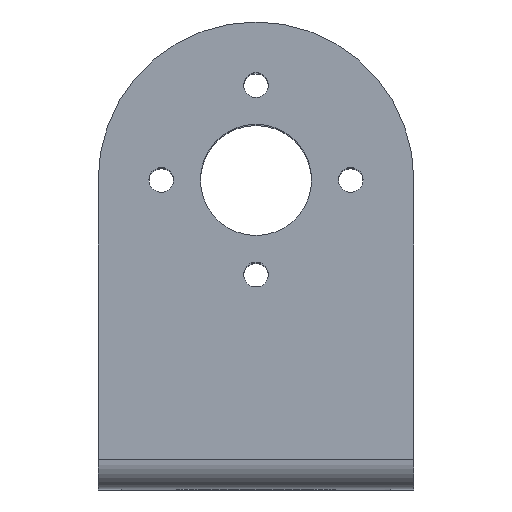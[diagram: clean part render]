
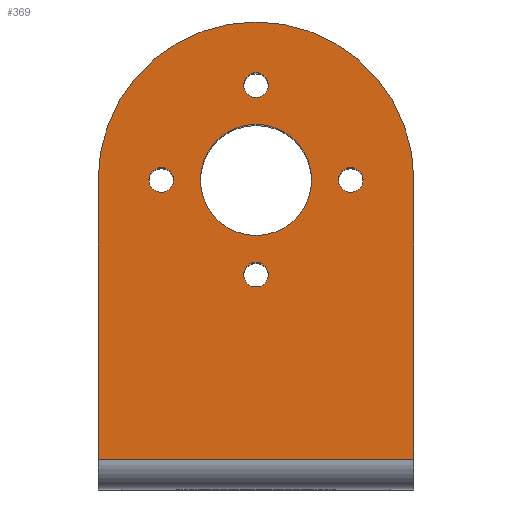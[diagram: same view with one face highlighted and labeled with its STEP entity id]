
A CAD part, top view. The second image highlights one B-rep face of the part: STEP entity #369.
In plain terms, the highlighted planar face has unit normal (0, 0, 1).
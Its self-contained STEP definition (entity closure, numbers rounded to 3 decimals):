
#1 = CARTESIAN_POINT ( 'NONE',  ( 0.9, 15.6, 27.1 ) ) ;
#37 = EDGE_LOOP ( 'NONE', ( #1160, #759 ) ) ;
#42 = EDGE_CURVE ( 'NONE', #2391, #1413, #1619, .T. ) ;
#76 = CARTESIAN_POINT ( 'NONE',  ( -11.5, 22.5, 27.1 ) ) ;
#89 = CARTESIAN_POINT ( 'NONE',  ( 4.05, 22.5, 27.1 ) ) ;
#105 = VERTEX_POINT ( 'NONE', #1806 ) ;
#107 = CIRCLE ( 'NONE', #1075, 4.05 ) ;
#111 = EDGE_CURVE ( 'NONE', #1410, #1246, #107, .T. ) ;
#112 = DIRECTION ( 'NONE',  ( -1., 0., 0. ) ) ;
#145 = DIRECTION ( 'NONE',  ( 0., -1., 0. ) ) ;
#157 = DIRECTION ( 'NONE',  ( 1., 0., 0. ) ) ;
#164 = DIRECTION ( 'NONE',  ( 0., 0., 1. ) ) ;
#180 = CIRCLE ( 'NONE', #768, 0.9 ) ;
#216 = ORIENTED_EDGE ( 'NONE', *, *, #261, .F. ) ;
#217 = LINE ( 'NONE', #1098, #482 ) ;
#244 = VECTOR ( 'NONE', #1395, 1000. ) ;
#261 = EDGE_CURVE ( 'NONE', #1026, #2195, #217, .T. ) ;
#344 = FACE_BOUND ( 'NONE', #37, .T. ) ;
#356 = DIRECTION ( 'NONE',  ( 1., 0., 0. ) ) ;
#369 = ADVANCED_FACE ( 'NONE', ( #372, #344, #905, #2382, #1463, #1084 ), #894, .F. ) ;
#372 = FACE_BOUND ( 'NONE', #1748, .T. ) ;
#399 = DIRECTION ( 'NONE',  ( 1., 0., 0. ) ) ;
#458 = DIRECTION ( 'NONE',  ( 1., 0., 0. ) ) ;
#482 = VECTOR ( 'NONE', #145, 1000. ) ;
#493 = DIRECTION ( 'NONE',  ( 0., 0., 1. ) ) ;
#501 = CARTESIAN_POINT ( 'NONE',  ( -0.9, 29.4, 27.1 ) ) ;
#504 = EDGE_CURVE ( 'NONE', #855, #1678, #2268, .T. ) ;
#522 = DIRECTION ( 'NONE',  ( 1., 0., 0. ) ) ;
#542 = VERTEX_POINT ( 'NONE', #76 ) ;
#544 = DIRECTION ( 'NONE',  ( -1., 0., 0. ) ) ;
#567 = DIRECTION ( 'NONE',  ( 0., 0., 1. ) ) ;
#592 = AXIS2_PLACEMENT_3D ( 'NONE', #1790, #1804, #2319 ) ;
#595 = CARTESIAN_POINT ( 'NONE',  ( -4.05, 22.5, 27.1 ) ) ;
#617 = ORIENTED_EDGE ( 'NONE', *, *, #111, .F. ) ;
#658 = CIRCLE ( 'NONE', #1204, 0.9 ) ;
#672 = AXIS2_PLACEMENT_3D ( 'NONE', #2367, #2201, #544 ) ;
#675 = ORIENTED_EDGE ( 'NONE', *, *, #1664, .F. ) ;
#739 = DIRECTION ( 'NONE',  ( 0., -1., 0. ) ) ;
#759 = ORIENTED_EDGE ( 'NONE', *, *, #952, .F. ) ;
#764 = DIRECTION ( 'NONE',  ( 0., 0., 1. ) ) ;
#768 = AXIS2_PLACEMENT_3D ( 'NONE', #1279, #567, #356 ) ;
#780 = VERTEX_POINT ( 'NONE', #501 ) ;
#785 = ORIENTED_EDGE ( 'NONE', *, *, #1359, .T. ) ;
#792 = ORIENTED_EDGE ( 'NONE', *, *, #1063, .F. ) ;
#799 = CARTESIAN_POINT ( 'NONE',  ( 0., 15.6, 27.1 ) ) ;
#855 = VERTEX_POINT ( 'NONE', #1 ) ;
#857 = CARTESIAN_POINT ( 'NONE',  ( 11.5, 2.137, 27.1 ) ) ;
#894 = PLANE ( 'NONE',  #672 ) ;
#905 = FACE_BOUND ( 'NONE', #1852, .T. ) ;
#918 = EDGE_CURVE ( 'NONE', #780, #2034, #1520, .T. ) ;
#920 = CARTESIAN_POINT ( 'NONE',  ( 6., 22.5, 27.1 ) ) ;
#952 = EDGE_CURVE ( 'NONE', #1551, #105, #1135, .T. ) ;
#957 = CARTESIAN_POINT ( 'NONE',  ( 0., 15.6, 27.1 ) ) ;
#1006 = ORIENTED_EDGE ( 'NONE', *, *, #2052, .F. ) ;
#1010 = CARTESIAN_POINT ( 'NONE',  ( 0., 22.5, 27.1 ) ) ;
#1026 = VERTEX_POINT ( 'NONE', #1385 ) ;
#1054 = VERTEX_POINT ( 'NONE', #1997 ) ;
#1060 = DIRECTION ( 'NONE',  ( 1., 0., 0. ) ) ;
#1063 = EDGE_CURVE ( 'NONE', #2034, #780, #658, .T. ) ;
#1073 = ORIENTED_EDGE ( 'NONE', *, *, #504, .F. ) ;
#1075 = AXIS2_PLACEMENT_3D ( 'NONE', #1987, #164, #522 ) ;
#1084 = FACE_OUTER_BOUND ( 'NONE', #1485, .T. ) ;
#1096 = CARTESIAN_POINT ( 'NONE',  ( 0., 22.5, 27.1 ) ) ;
#1098 = CARTESIAN_POINT ( 'NONE',  ( 11.5, 0., 27.1 ) ) ;
#1122 = AXIS2_PLACEMENT_3D ( 'NONE', #1595, #2160, #458 ) ;
#1135 = CIRCLE ( 'NONE', #592, 0.9 ) ;
#1151 = CARTESIAN_POINT ( 'NONE',  ( 11.5, 2.137, 27.1 ) ) ;
#1154 = CARTESIAN_POINT ( 'NONE',  ( -0.9, 15.6, 27.1 ) ) ;
#1160 = ORIENTED_EDGE ( 'NONE', *, *, #2032, .F. ) ;
#1175 = DIRECTION ( 'NONE',  ( 1., 0., 0. ) ) ;
#1182 = ORIENTED_EDGE ( 'NONE', *, *, #42, .F. ) ;
#1204 = AXIS2_PLACEMENT_3D ( 'NONE', #2180, #1984, #1060 ) ;
#1246 = VERTEX_POINT ( 'NONE', #595 ) ;
#1274 = CARTESIAN_POINT ( 'NONE',  ( -6., 22.5, 27.1 ) ) ;
#1279 = CARTESIAN_POINT ( 'NONE',  ( 6.9, 22.5, 27.1 ) ) ;
#1314 = DIRECTION ( 'NONE',  ( 1., 0., 0. ) ) ;
#1347 = ORIENTED_EDGE ( 'NONE', *, *, #2000, .F. ) ;
#1359 = EDGE_CURVE ( 'NONE', #1026, #542, #1490, .T. ) ;
#1377 = EDGE_LOOP ( 'NONE', ( #1182, #1347 ) ) ;
#1385 = CARTESIAN_POINT ( 'NONE',  ( 11.5, 22.5, 27.1 ) ) ;
#1395 = DIRECTION ( 'NONE',  ( -1., 0., 0. ) ) ;
#1397 = EDGE_CURVE ( 'NONE', #2195, #1054, #1420, .T. ) ;
#1410 = VERTEX_POINT ( 'NONE', #89 ) ;
#1413 = VERTEX_POINT ( 'NONE', #1768 ) ;
#1420 = LINE ( 'NONE', #857, #244 ) ;
#1439 = ORIENTED_EDGE ( 'NONE', *, *, #1397, .F. ) ;
#1446 = DIRECTION ( 'NONE',  ( 0., 0., 1. ) ) ;
#1460 = DIRECTION ( 'NONE',  ( 1., 0., 0. ) ) ;
#1461 = CIRCLE ( 'NONE', #1700, 4.05 ) ;
#1463 = FACE_BOUND ( 'NONE', #2258, .T. ) ;
#1485 = EDGE_LOOP ( 'NONE', ( #216, #785, #2147, #1439 ) ) ;
#1490 = CIRCLE ( 'NONE', #1600, 11.5 ) ;
#1507 = CARTESIAN_POINT ( 'NONE',  ( 0., 29.4, 27.1 ) ) ;
#1520 = CIRCLE ( 'NONE', #2256, 0.9 ) ;
#1551 = VERTEX_POINT ( 'NONE', #920 ) ;
#1553 = EDGE_CURVE ( 'NONE', #542, #1054, #1634, .T. ) ;
#1595 = CARTESIAN_POINT ( 'NONE',  ( -6.9, 22.5, 27.1 ) ) ;
#1600 = AXIS2_PLACEMENT_3D ( 'NONE', #1010, #493, #112 ) ;
#1619 = CIRCLE ( 'NONE', #1122, 0.9 ) ;
#1631 = CARTESIAN_POINT ( 'NONE',  ( 0.9, 29.4, 27.1 ) ) ;
#1634 = LINE ( 'NONE', #2039, #2112 ) ;
#1664 = EDGE_CURVE ( 'NONE', #1678, #855, #1937, .T. ) ;
#1678 = VERTEX_POINT ( 'NONE', #1154 ) ;
#1700 = AXIS2_PLACEMENT_3D ( 'NONE', #1096, #1446, #157 ) ;
#1748 = EDGE_LOOP ( 'NONE', ( #792, #1775 ) ) ;
#1768 = CARTESIAN_POINT ( 'NONE',  ( -7.8, 22.5, 27.1 ) ) ;
#1775 = ORIENTED_EDGE ( 'NONE', *, *, #918, .F. ) ;
#1790 = CARTESIAN_POINT ( 'NONE',  ( 6.9, 22.5, 27.1 ) ) ;
#1804 = DIRECTION ( 'NONE',  ( 0., 0., 1. ) ) ;
#1806 = CARTESIAN_POINT ( 'NONE',  ( 7.8, 22.5, 27.1 ) ) ;
#1852 = EDGE_LOOP ( 'NONE', ( #1073, #675 ) ) ;
#1922 = AXIS2_PLACEMENT_3D ( 'NONE', #957, #2067, #1175 ) ;
#1927 = AXIS2_PLACEMENT_3D ( 'NONE', #1993, #2378, #1460 ) ;
#1937 = CIRCLE ( 'NONE', #2096, 0.9 ) ;
#1961 = CIRCLE ( 'NONE', #1927, 0.9 ) ;
#1984 = DIRECTION ( 'NONE',  ( 0., 0., 1. ) ) ;
#1987 = CARTESIAN_POINT ( 'NONE',  ( 0., 22.5, 27.1 ) ) ;
#1993 = CARTESIAN_POINT ( 'NONE',  ( -6.9, 22.5, 27.1 ) ) ;
#1997 = CARTESIAN_POINT ( 'NONE',  ( -11.5, 2.137, 27.1 ) ) ;
#2000 = EDGE_CURVE ( 'NONE', #1413, #2391, #1961, .T. ) ;
#2032 = EDGE_CURVE ( 'NONE', #105, #1551, #180, .T. ) ;
#2034 = VERTEX_POINT ( 'NONE', #1631 ) ;
#2039 = CARTESIAN_POINT ( 'NONE',  ( -11.5, 0., 27.1 ) ) ;
#2052 = EDGE_CURVE ( 'NONE', #1246, #1410, #1461, .T. ) ;
#2067 = DIRECTION ( 'NONE',  ( 0., 0., 1. ) ) ;
#2096 = AXIS2_PLACEMENT_3D ( 'NONE', #799, #764, #399 ) ;
#2112 = VECTOR ( 'NONE', #739, 1000. ) ;
#2147 = ORIENTED_EDGE ( 'NONE', *, *, #1553, .T. ) ;
#2160 = DIRECTION ( 'NONE',  ( 0., 0., 1. ) ) ;
#2180 = CARTESIAN_POINT ( 'NONE',  ( 0., 29.4, 27.1 ) ) ;
#2195 = VERTEX_POINT ( 'NONE', #1151 ) ;
#2201 = DIRECTION ( 'NONE',  ( 0., 0., -1. ) ) ;
#2222 = DIRECTION ( 'NONE',  ( 0., 0., 1. ) ) ;
#2256 = AXIS2_PLACEMENT_3D ( 'NONE', #1507, #2222, #1314 ) ;
#2258 = EDGE_LOOP ( 'NONE', ( #617, #1006 ) ) ;
#2268 = CIRCLE ( 'NONE', #1922, 0.9 ) ;
#2319 = DIRECTION ( 'NONE',  ( 1., 0., 0. ) ) ;
#2367 = CARTESIAN_POINT ( 'NONE',  ( 11.5, 0., 27.1 ) ) ;
#2378 = DIRECTION ( 'NONE',  ( 0., 0., 1. ) ) ;
#2382 = FACE_BOUND ( 'NONE', #1377, .T. ) ;
#2391 = VERTEX_POINT ( 'NONE', #1274 ) ;
